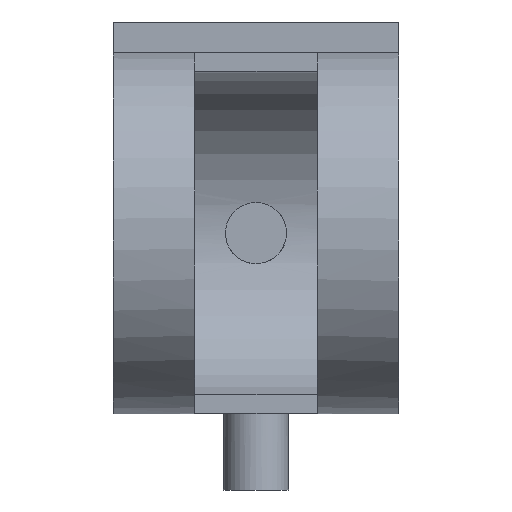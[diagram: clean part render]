
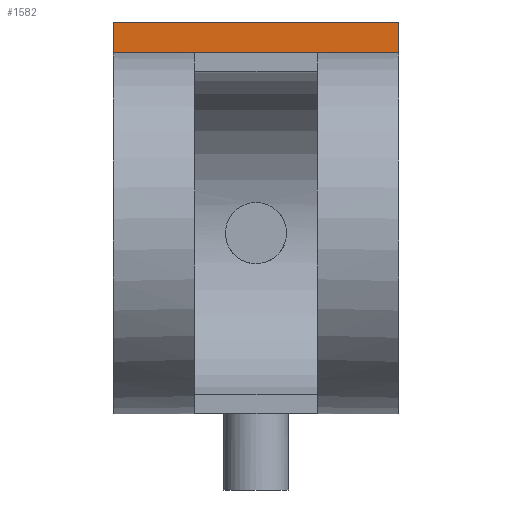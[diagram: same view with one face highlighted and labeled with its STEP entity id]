
A CAD part, front view. The second image highlights one B-rep face of the part: STEP entity #1582.
In plain terms, the highlighted planar face has unit normal (0, -1, 0).
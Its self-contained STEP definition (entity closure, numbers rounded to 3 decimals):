
#22 = DIRECTION ( 'NONE',  ( 0., 0., -1. ) ) ;
#52 = ORIENTED_EDGE ( 'NONE', *, *, #1591, .F. ) ;
#120 = DIRECTION ( 'NONE',  ( 0., 1., 0. ) ) ;
#128 = VERTEX_POINT ( 'NONE', #3038 ) ;
#257 = CARTESIAN_POINT ( 'NONE',  ( 70., -9., 103.544 ) ) ;
#349 = FACE_OUTER_BOUND ( 'NONE', #1828, .T. ) ;
#414 = DIRECTION ( 'NONE',  ( -1., 0., 0. ) ) ;
#462 = VECTOR ( 'NONE', #22, 1000. ) ;
#538 = VERTEX_POINT ( 'NONE', #980 ) ;
#576 = VERTEX_POINT ( 'NONE', #765 ) ;
#765 = CARTESIAN_POINT ( 'NONE',  ( 70., -9., 88.544 ) ) ;
#834 = DIRECTION ( 'NONE',  ( 0., 0., -1. ) ) ;
#956 = EDGE_CURVE ( 'NONE', #128, #538, #1211, .T. ) ;
#980 = CARTESIAN_POINT ( 'NONE',  ( -70., -9., 88.544 ) ) ;
#1032 = ORIENTED_EDGE ( 'NONE', *, *, #2181, .F. ) ;
#1044 = ORIENTED_EDGE ( 'NONE', *, *, #1323, .T. ) ;
#1072 = DIRECTION ( 'NONE',  ( 0., 0., 1. ) ) ;
#1205 = DIRECTION ( 'NONE',  ( -1., 0., 0. ) ) ;
#1211 = LINE ( 'NONE', #2165, #462 ) ;
#1234 = AXIS2_PLACEMENT_3D ( 'NONE', #2259, #120, #1072 ) ;
#1296 = PLANE ( 'NONE',  #1234 ) ;
#1300 = VERTEX_POINT ( 'NONE', #2142 ) ;
#1323 = EDGE_CURVE ( 'NONE', #1300, #128, #2396, .T. ) ;
#1576 = VECTOR ( 'NONE', #414, 1000. ) ;
#1582 = ADVANCED_FACE ( 'NONE', ( #349 ), #1296, .F. ) ;
#1588 = LINE ( 'NONE', #2553, #1576 ) ;
#1591 = EDGE_CURVE ( 'NONE', #1300, #576, #2019, .T. ) ;
#1828 = EDGE_LOOP ( 'NONE', ( #2179, #1032, #52, #1044 ) ) ;
#2019 = LINE ( 'NONE', #2948, #2959 ) ;
#2079 = VECTOR ( 'NONE', #1205, 1000. ) ;
#2142 = CARTESIAN_POINT ( 'NONE',  ( 70., -9., 103.544 ) ) ;
#2165 = CARTESIAN_POINT ( 'NONE',  ( -70., -9., 103.544 ) ) ;
#2179 = ORIENTED_EDGE ( 'NONE', *, *, #956, .T. ) ;
#2181 = EDGE_CURVE ( 'NONE', #576, #538, #1588, .T. ) ;
#2259 = CARTESIAN_POINT ( 'NONE',  ( 70., -9., 103.544 ) ) ;
#2396 = LINE ( 'NONE', #257, #2079 ) ;
#2553 = CARTESIAN_POINT ( 'NONE',  ( 70., -9., 88.544 ) ) ;
#2948 = CARTESIAN_POINT ( 'NONE',  ( 70., -9., 103.544 ) ) ;
#2959 = VECTOR ( 'NONE', #834, 1000. ) ;
#3038 = CARTESIAN_POINT ( 'NONE',  ( -70., -9., 103.544 ) ) ;
